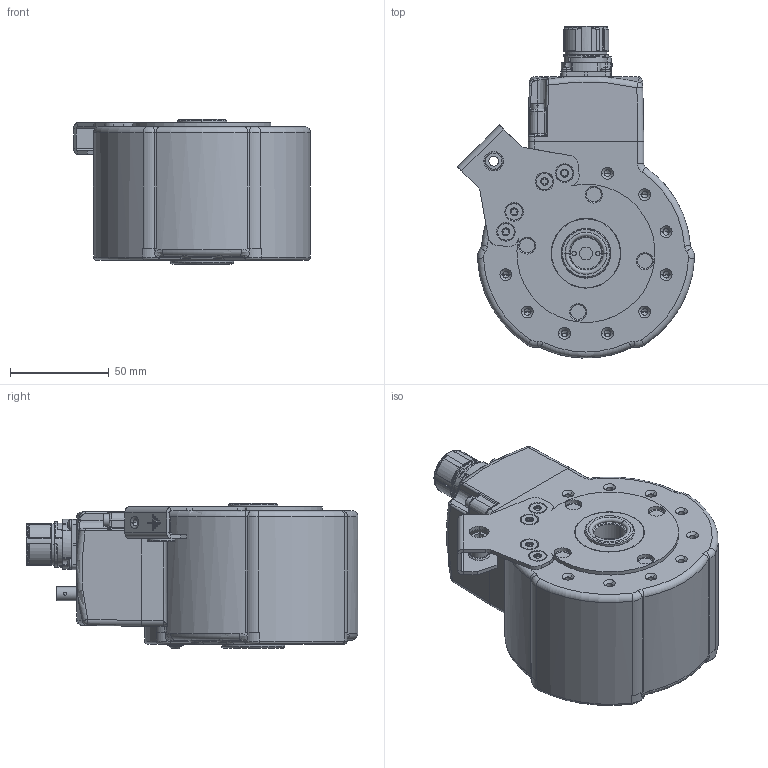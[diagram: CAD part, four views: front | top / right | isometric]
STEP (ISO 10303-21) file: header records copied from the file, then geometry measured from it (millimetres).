
FILE_DESCRIPTION((''),'2;1');
FILE_NAME('896446-K01_SW0001','2011-11-08T',('SE2994'),(''),'PRO/ENGINEER BY PARAMETRIC TECHNOLOGY CORPORATION, 2010180','PRO/ENGINEER BY PARAMETRIC TECHNOLOGY CORPORATION, 2010180','');
FILE_SCHEMA(('CONFIG_CONTROL_DESIGN','SHAPE_APPEARANCE_LAYERS_GROUPS'));
Length unit declared in the file: millimetre
Products named in the file (1): 896446-K01_SW0001
Bounding box: 120 x 168.1 x 73.8 mm (x, y, z)
Volume: 305879.7 mm3; surface area: 129723.2 mm2
Topology: 3 solids, 5 shells, 1833 faces, 4346 edges, 2638 vertices
Faces by surface type: cylinder 825, plane 438, torus 196, cone 156, bspline 153, sphere 52, revolution 11, extrusion 2
Entity records: 93915 total; most frequent: CARTESIAN_POINT 38850, DIRECTION 8969, ORIENTED_EDGE 8592, EDGE_CURVE 4296, AXIS2_PLACEMENT_3D 3790, VERTEX_POINT 2636, CIRCLE 2123, EDGE_LOOP 2026
